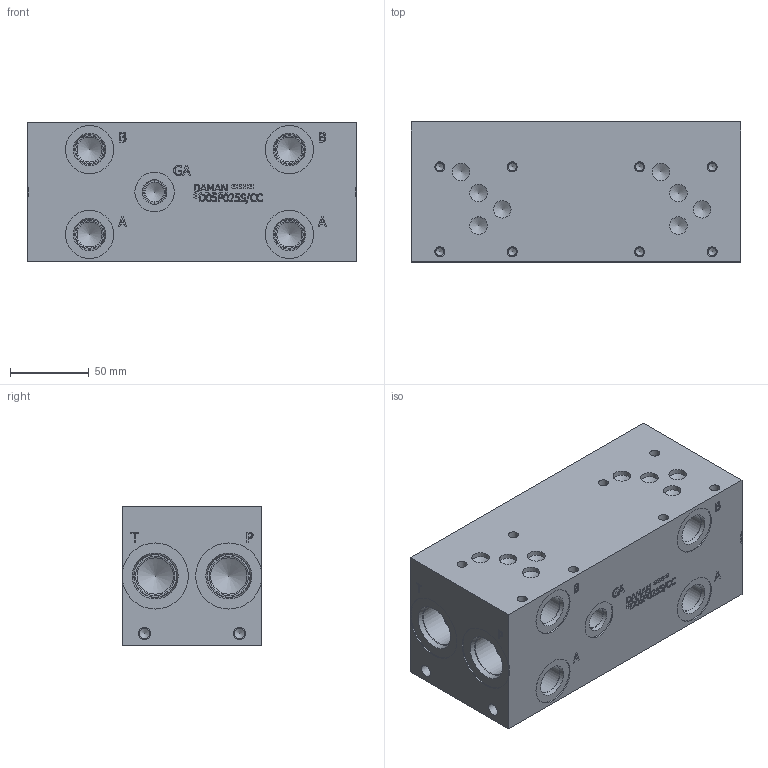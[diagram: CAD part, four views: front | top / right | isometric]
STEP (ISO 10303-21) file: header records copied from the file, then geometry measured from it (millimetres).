
FILE_DESCRIPTION(/* description */ (''),/* implementation_level */ '2;1');
FILE_NAME(/* name */ '_D05P025S_CC.stp',/* time_stamp */ '2021-07-27T11:25:14-04:00',/* author */ ('anthonyv'),/* organization */ (''),/* preprocessor_version */ 'ST-DEVELOPER v18.1',/* originating_system */ 'Autodesk Inventor 2021',/* authorisation */ '');
FILE_SCHEMA (('AUTOMOTIVE_DESIGN { 1 0 10303 214 3 1 1 }'));
Length unit declared in the file: millimetre
Products named in the file (1): _D05P025S_CC
Bounding box: 209.55 x 88.9 x 88.9 mm (x, y, z)
Volume: 1516816.4 mm3; surface area: 117347.6 mm2
Topology: 1 solids, 1 shells, 715 faces, 1960 edges, 1328 vertices
Faces by surface type: plane 370, bspline 191, cylinder 88, cone 66
Full cylindrical faces by diameter (mm): 5.105 x8, 6.35 x8, 6.528 x4, 7.925 x4, 11.125 x8, 12.294 x1, 12.9 x1, 14.275 x1, 14.29 x1, 14.3 x1, 14.529 x1, 15.875 x4, 15.9 x2, 17.501 x4, 19.05 x4, 19.253 x4, 20.62 x1, 20.625 x1, 22.225 x1, 22.23 x1, 22.54 x1, 23.012 x4, 24.917 x4, 25.019 x1, 26.99 x1, 27 x3, 27.432 x4, 30.15 x1, 30.16 x1, 30.632 x4
Entity records: 24147 total; most frequent: CARTESIAN_POINT 6456, ORIENTED_EDGE 3858, DIRECTION 2938, EDGE_CURVE 1929, VERTEX_POINT 1328, LINE 1206, VECTOR 1206, AXIS2_PLACEMENT_3D 866
